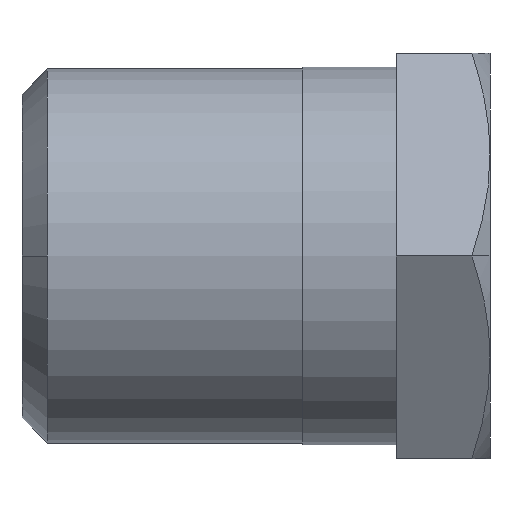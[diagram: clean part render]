
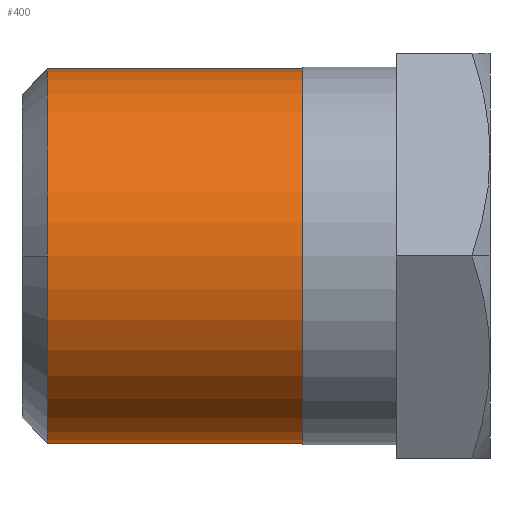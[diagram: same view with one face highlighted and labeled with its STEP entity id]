
A CAD part, front view. The second image highlights one B-rep face of the part: STEP entity #400.
In plain terms, the highlighted cylindrical face has radius 6 mm (diameter 12 mm), a partial arc.
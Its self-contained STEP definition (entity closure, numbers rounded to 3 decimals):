
#210=EDGE_CURVE('',#348,#288,#500,.T.);
#214=VERTEX_POINT('',#504);
#226=EDGE_CURVE('',#272,#232,#518,.T.);
#232=VERTEX_POINT('',#524);
#238=EDGE_CURVE('',#214,#348,#530,.T.);
#272=VERTEX_POINT('',#566);
#288=VERTEX_POINT('',#585);
#290=EDGE_CURVE('',#288,#272,#587,.T.);
#292=EDGE_CURVE('',#214,#232,#589,.T.);
#348=VERTEX_POINT('',#650);
#400=ADVANCED_FACE('',(#710),#711,.T.);
#500=CIRCLE('',#839,6.0);
#504=CARTESIAN_POINT('',(9.0,0.,6.0));
#518=LINE('',#872,#873);
#524=CARTESIAN_POINT('',(9.0,0.0,-6.0));
#530=LINE('',#889,#890);
#566=CARTESIAN_POINT('',(0.812,0.,-6.0));
#585=CARTESIAN_POINT('',(0.812,-6.0,0.));
#587=CIRCLE('',#1005,6.0);
#589=CIRCLE('',#1008,6.0);
#650=CARTESIAN_POINT('',(0.812,0.,6.0));
#710=FACE_OUTER_BOUND('',#1218,.T.);
#711=CYLINDRICAL_SURFACE('',#1219,6.0);
#839=AXIS2_PLACEMENT_3D('',#1337,#1338,#1339);
#872=CARTESIAN_POINT('',(4.5,0.,-6.0));
#873=VECTOR('',#1362,1.0);
#889=CARTESIAN_POINT('',(4.5,0.,6.0));
#890=VECTOR('',#1367,1.0);
#1005=AXIS2_PLACEMENT_3D('',#1434,#1435,#1436);
#1008=AXIS2_PLACEMENT_3D('',#1437,#1438,#1439);
#1218=EDGE_LOOP('',(#1576,#1577,#1578,#1579,#1580));
#1219=AXIS2_PLACEMENT_3D('',#1581,#1582,#1583);
#1337=CARTESIAN_POINT('',(0.812,0.0,0.0));
#1338=DIRECTION('',(1.0,0.0,0.));
#1339=DIRECTION('',(0.,0.0,-1.0));
#1362=DIRECTION('',(1.0,0.0,0.0));
#1367=DIRECTION('',(-1.0,-0.0,-0.0));
#1434=CARTESIAN_POINT('',(0.812,0.0,0.0));
#1435=DIRECTION('',(1.0,0.0,0.));
#1436=DIRECTION('',(0.,0.0,-1.0));
#1437=CARTESIAN_POINT('',(9.0,0.0,0.0));
#1438=DIRECTION('',(1.0,0.0,0.0));
#1439=DIRECTION('',(0.0,0.0,-1.0));
#1576=ORIENTED_EDGE('',*,*,#226,.T.);
#1577=ORIENTED_EDGE('',*,*,#292,.F.);
#1578=ORIENTED_EDGE('',*,*,#238,.T.);
#1579=ORIENTED_EDGE('',*,*,#210,.T.);
#1580=ORIENTED_EDGE('',*,*,#290,.T.);
#1581=CARTESIAN_POINT('',(4.5,0.0,0.0));
#1582=DIRECTION('',(-1.0,-0.0,-0.0));
#1583=DIRECTION('',(0.0,0.0,-1.0));
